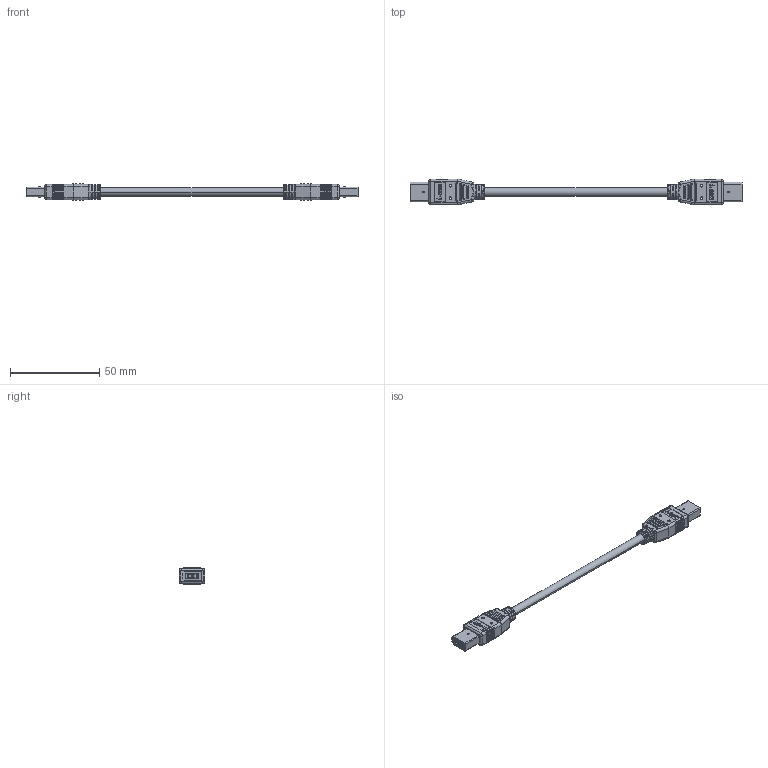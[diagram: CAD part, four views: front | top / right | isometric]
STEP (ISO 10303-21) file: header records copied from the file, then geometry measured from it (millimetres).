
FILE_DESCRIPTION (( 'STEP AP203' ), '1' );
FILE_NAME ('CSM94-05M.STEP', '2006-06-23T18:25:36', ( 'lcom' ), ( 'lcom' ), 'SwSTEP 2.0', 'SolidWorks 2006004', '' );
FILE_SCHEMA (( 'CONFIG_CONTROL_DESIGN' ));
Length unit declared in the file: inch
Products named in the file (4): 3AC03-039; 3AB18-001; MTN-001; CSM94-05M
Assembly tree (5 placements, depth 2):
  CSM94-05M
    3AC03-039
    3AB18-001  x2
    MTN-001  x2
Bounding box: 185.5 x 14.5 x 9.1 mm (x, y, z)
Volume: 8761.2 mm3; surface area: 6546.9 mm2
Topology: 5 solids, 5 shells, 948 faces, 2554 edges, 1668 vertices
Faces by surface type: plane 536, bspline 198, cylinder 158, torus 52, cone 4
Entity records: 26044 total; most frequent: CARTESIAN_POINT 14209, ORIENTED_EDGE 2552, DIRECTION 2038, EDGE_CURVE 1276, VERTEX_POINT 836, VECTOR 768, LINE 768, AXIS2_PLACEMENT_3D 635
